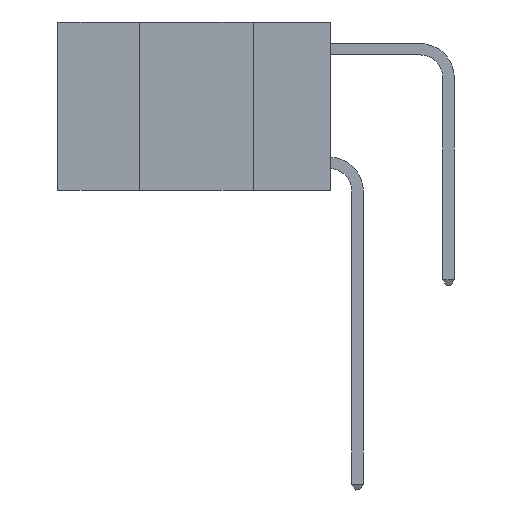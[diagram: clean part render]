
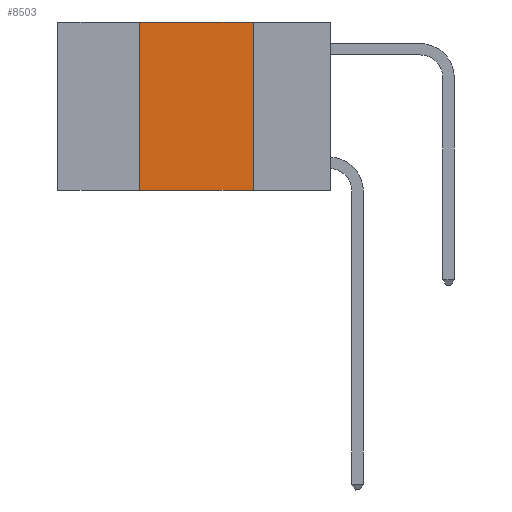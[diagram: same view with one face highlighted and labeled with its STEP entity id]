
A CAD part, left-side view. The second image highlights one B-rep face of the part: STEP entity #8503.
In plain terms, the highlighted planar face has unit normal (-1, 0, 0).
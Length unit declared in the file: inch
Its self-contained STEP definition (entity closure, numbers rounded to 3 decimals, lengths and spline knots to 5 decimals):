
#193 = DIRECTION ( 'NONE',  ( 0., 0., 1. ) ) ;
#385 = EDGE_CURVE ( 'NONE', #1505, #2647, #14818, .T. ) ;
#1505 = VERTEX_POINT ( 'NONE', #4973 ) ;
#2489 = VECTOR ( 'NONE', #6677, 39.37008 ) ;
#2647 = VERTEX_POINT ( 'NONE', #11156 ) ;
#2722 = AXIS2_PLACEMENT_3D ( 'NONE', #15588, #3607, #15674 ) ;
#2805 = CARTESIAN_POINT ( 'NONE',  ( 0., 0.6, -0.37 ) ) ;
#3229 = CARTESIAN_POINT ( 'NONE',  ( 0., 0.42, 0. ) ) ;
#3607 = DIRECTION ( 'NONE',  ( 1., 0., 0. ) ) ;
#3856 = VECTOR ( 'NONE', #13738, 39.37008 ) ;
#4973 = CARTESIAN_POINT ( 'NONE',  ( 0., 0.17, 0. ) ) ;
#5543 = LINE ( 'NONE', #11036, #3856 ) ;
#5754 = VECTOR ( 'NONE', #16241, 39.37008 ) ;
#6677 = DIRECTION ( 'NONE',  ( 0., -1., 0. ) ) ;
#6896 = VECTOR ( 'NONE', #193, 39.37008 ) ;
#7499 = EDGE_LOOP ( 'NONE', ( #17217, #14579, #10451, #13792 ) ) ;
#7516 = EDGE_CURVE ( 'NONE', #17031, #9273, #11971, .T. ) ;
#8503 = ADVANCED_FACE ( 'NONE', ( #15503 ), #10260, .F. ) ;
#8617 = EDGE_CURVE ( 'NONE', #9273, #1505, #5543, .T. ) ;
#9273 = VERTEX_POINT ( 'NONE', #3229 ) ;
#10260 = PLANE ( 'NONE',  #2722 ) ;
#10451 = ORIENTED_EDGE ( 'NONE', *, *, #7516, .F. ) ;
#10816 = CARTESIAN_POINT ( 'NONE',  ( 0., 0.42, -0.37 ) ) ;
#11036 = CARTESIAN_POINT ( 'NONE',  ( 0., 0.6, 0. ) ) ;
#11156 = CARTESIAN_POINT ( 'NONE',  ( 0., 0.17, -0.37 ) ) ;
#11542 = EDGE_CURVE ( 'NONE', #17031, #2647, #12243, .T. ) ;
#11971 = LINE ( 'NONE', #14819, #6896 ) ;
#12243 = LINE ( 'NONE', #2805, #2489 ) ;
#13738 = DIRECTION ( 'NONE',  ( 0., -1., 0. ) ) ;
#13792 = ORIENTED_EDGE ( 'NONE', *, *, #11542, .T. ) ;
#14579 = ORIENTED_EDGE ( 'NONE', *, *, #8617, .F. ) ;
#14818 = LINE ( 'NONE', #16153, #5754 ) ;
#14819 = CARTESIAN_POINT ( 'NONE',  ( 0., 0.42, 0. ) ) ;
#15503 = FACE_OUTER_BOUND ( 'NONE', #7499, .T. ) ;
#15588 = CARTESIAN_POINT ( 'NONE',  ( 0., 0.6, 0. ) ) ;
#15674 = DIRECTION ( 'NONE',  ( 0., 0., -1. ) ) ;
#16153 = CARTESIAN_POINT ( 'NONE',  ( 0., 0.17, 0. ) ) ;
#16241 = DIRECTION ( 'NONE',  ( 0., 0., -1. ) ) ;
#17031 = VERTEX_POINT ( 'NONE', #10816 ) ;
#17217 = ORIENTED_EDGE ( 'NONE', *, *, #385, .F. ) ;
